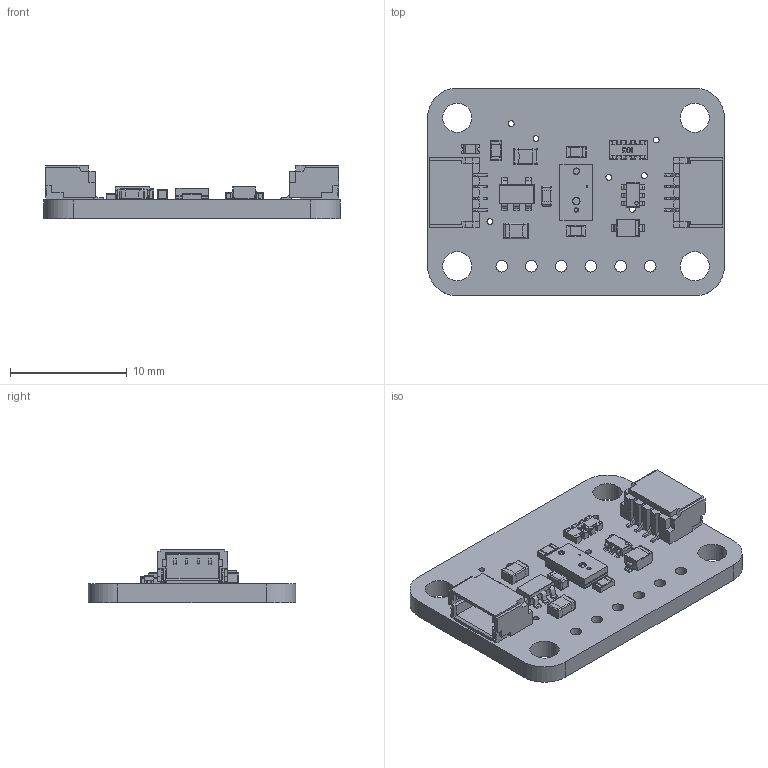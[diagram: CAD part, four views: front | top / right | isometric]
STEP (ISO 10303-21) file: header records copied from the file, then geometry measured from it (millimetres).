
FILE_DESCRIPTION(/* description */ (''),/* implementation_level */ '2;1');
FILE_NAME(/* name */ 'Adafruit VL6180 STEMMA QT.step',/* time_stamp */ '2022-04-05T17:37:38-05:00',/* author */ (''),/* organization */ (''),/* preprocessor_version */ 'ST-DEVELOPER v18.1',/* originating_system */ 'Autodesk Translation Framework v10.14.0.1471',/* authorisation */ '');
FILE_SCHEMA (('AUTOMOTIVE_DESIGN { 1 0 10303 214 3 1 1 }'));
Length unit declared in the file: millimetre
Products named in the file (26): Adafruit VL6180 STEMMA QT; Printed Circuit Board; VL6180X ToF Sensor; VL6180X; VL6180X_PART1; VL6180X_PART2; VL6180X_PART3; VL6180X_PART4; VL6180X_PART5; Lens 1; Lens 2; Lens 3; SOT23-5; SOT23-6; YC164_RESPACK; LED 0603 single color; SOD-323; SOD-323_1; Cathode; Anode; Cathode Bar; Body; CAPC-0603-T0.9-BN; CAPC-0805-T0.95-BN; RESC-0603; qwicc
Assembly tree (40 placements, depth 4):
  Adafruit VL6180 STEMMA QT
    Printed Circuit Board
    VL6180X ToF Sensor
      VL6180X
        VL6180X_PART1
        VL6180X_PART2
        VL6180X_PART3
        VL6180X_PART4
        VL6180X_PART5  x12
        Lens 1
        Lens 2
        Lens 3
    SOT23-5
    SOT23-6
    YC164_RESPACK
    LED 0603 single color
    SOD-323
      SOD-323_1
        Cathode
        Anode
        Cathode Bar
        Body
    CAPC-0603-T0.9-BN
    CAPC-0805-T0.95-BN  x2
    RESC-0603  x3
    qwicc  x2
Bounding box: 25.4 x 17.78 x 4.55 mm (x, y, z)
Volume: 786.2 mm3; surface area: 1749.3 mm2
Topology: 68 solids, 70 shells, 1343 faces, 3424 edges, 2186 vertices
Faces by surface type: plane 908, cylinder 302, bspline 94, sphere 36, cone 3
Full cylindrical faces by diameter (mm): 0.149 x1, 0.3 x2, 0.5 x16, 0.58 x2, 1 x6, 2.5 x4
Entity records: 30908 total; most frequent: CARTESIAN_POINT 8402, ORIENTED_EDGE 4494, DIRECTION 4260, EDGE_CURVE 2248, LINE 1624, VECTOR 1624, VERTEX_POINT 1440, AXIS2_PLACEMENT_3D 1318
